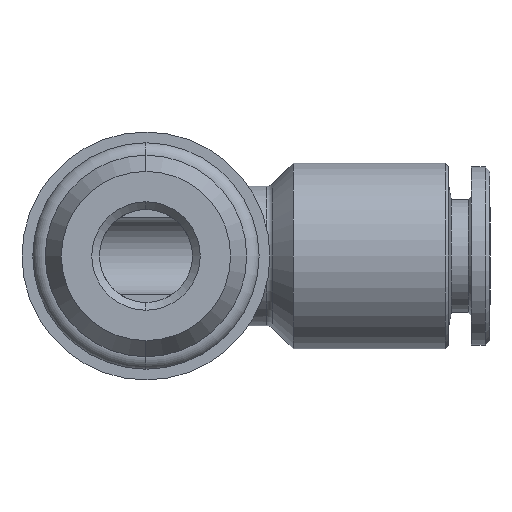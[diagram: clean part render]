
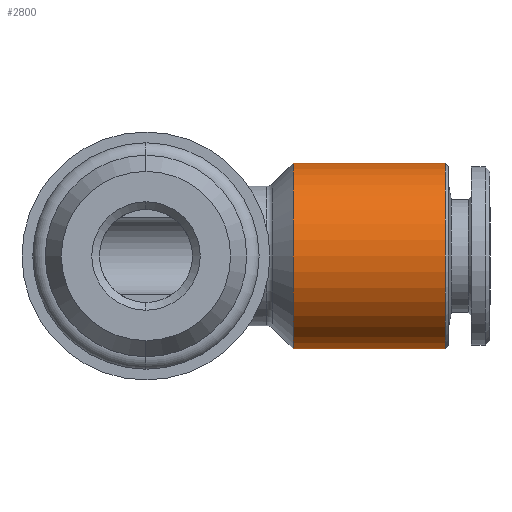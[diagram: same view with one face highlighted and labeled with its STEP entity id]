
A CAD part, front view. The second image highlights one B-rep face of the part: STEP entity #2800.
In plain terms, the highlighted cylindrical face has radius 6 mm (diameter 12 mm), a partial arc.
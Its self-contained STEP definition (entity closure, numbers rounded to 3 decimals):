
#113 = CARTESIAN_POINT ( 'NONE',  ( 9.5, 0., 0. ) ) ;
#120 = DIRECTION ( 'NONE',  ( 0., 0., 1. ) ) ;
#121 = DIRECTION ( 'NONE',  ( -1., 0., 0. ) ) ;
#133 = CYLINDRICAL_SURFACE ( 'NONE', #150, 6. ) ;
#139 = FACE_OUTER_BOUND ( 'NONE', #2788, .T. ) ;
#149 = CARTESIAN_POINT ( 'NONE',  ( -1.137, 0., 0. ) ) ;
#150 = AXIS2_PLACEMENT_3D ( 'NONE', #149, #121, #120 ) ;
#155 = DIRECTION ( 'NONE',  ( 1., 0., 0. ) ) ;
#156 = AXIS2_PLACEMENT_3D ( 'NONE', #113, #155, #166 ) ;
#157 = CIRCLE ( 'NONE', #156, 6. ) ;
#166 = DIRECTION ( 'NONE',  ( 0., 0., -1. ) ) ;
#167 = DIRECTION ( 'NONE',  ( 0., 0., 1. ) ) ;
#200 = AXIS2_PLACEMENT_3D ( 'NONE', #224, #213, #167 ) ;
#213 = DIRECTION ( 'NONE',  ( -1., 0., 0. ) ) ;
#224 = CARTESIAN_POINT ( 'NONE',  ( 19.3, 0., 0. ) ) ;
#228 = CIRCLE ( 'NONE', #200, 6. ) ;
#1728 = CARTESIAN_POINT ( 'NONE',  ( -1.137, 0., 6. ) ) ;
#1746 = VECTOR ( 'NONE', #1774, 1000. ) ;
#1748 = CARTESIAN_POINT ( 'NONE',  ( 19.3, 0., 6. ) ) ;
#1752 = CARTESIAN_POINT ( 'NONE',  ( 19.3, 0., -6. ) ) ;
#1774 = DIRECTION ( 'NONE',  ( -1., 0., 0. ) ) ;
#1829 = LINE ( 'NONE', #1850, #1847 ) ;
#1847 = VECTOR ( 'NONE', #1849, 1000. ) ;
#1849 = DIRECTION ( 'NONE',  ( -1., 0., 0. ) ) ;
#1850 = CARTESIAN_POINT ( 'NONE',  ( -1.137, 0., -6. ) ) ;
#1900 = LINE ( 'NONE', #1728, #1746 ) ;
#1982 = VERTEX_POINT ( 'NONE', #2971 ) ;
#1989 = VERTEX_POINT ( 'NONE', #2996 ) ;
#2128 = VERTEX_POINT ( 'NONE', #1748 ) ;
#2130 = VERTEX_POINT ( 'NONE', #1752 ) ;
#2174 = EDGE_CURVE ( 'NONE', #2130, #1982, #1829, .T. ) ;
#2203 = EDGE_CURVE ( 'NONE', #2128, #1989, #1900, .T. ) ;
#2772 = ORIENTED_EDGE ( 'NONE', *, *, #2203, .T. ) ;
#2783 = ORIENTED_EDGE ( 'NONE', *, *, #2174, .F. ) ;
#2788 = EDGE_LOOP ( 'NONE', ( #2783, #2820, #2772, #2789 ) ) ;
#2789 = ORIENTED_EDGE ( 'NONE', *, *, #2794, .T. ) ;
#2794 = EDGE_CURVE ( 'NONE', #1989, #1982, #157, .T. ) ;
#2800 = ADVANCED_FACE ( 'NONE', ( #139 ), #133, .T. ) ;
#2813 = EDGE_CURVE ( 'NONE', #2130, #2128, #228, .T. ) ;
#2820 = ORIENTED_EDGE ( 'NONE', *, *, #2813, .T. ) ;
#2971 = CARTESIAN_POINT ( 'NONE',  ( 9.5, 0., -6. ) ) ;
#2996 = CARTESIAN_POINT ( 'NONE',  ( 9.5, 0., 6. ) ) ;
